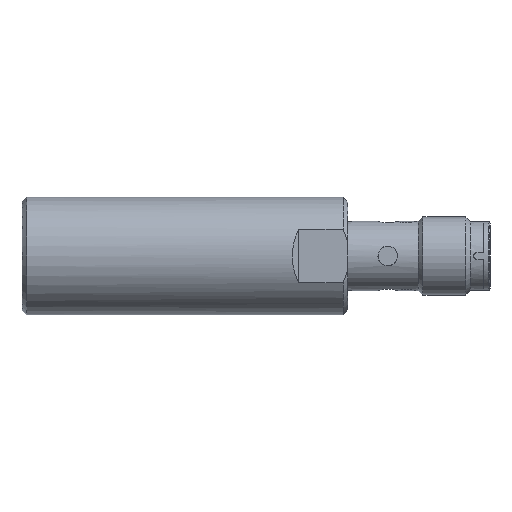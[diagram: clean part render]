
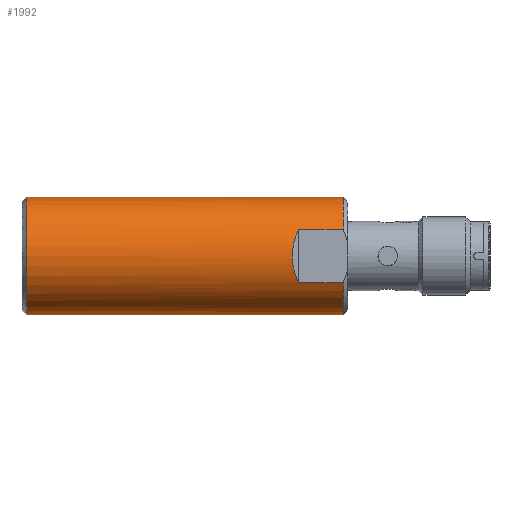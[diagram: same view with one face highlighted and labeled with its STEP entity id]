
A CAD part, front view. The second image highlights one B-rep face of the part: STEP entity #1992.
In plain terms, the highlighted cylindrical face has radius 9 mm (diameter 18 mm), a partial arc.
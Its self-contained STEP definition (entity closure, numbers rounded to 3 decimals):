
#156=CARTESIAN_POINT('',(-49.3,0.,0.));
#157=DIRECTION('',(-1.,0.,0.));
#158=DIRECTION('',(0.,0.,-1.));
#159=AXIS2_PLACEMENT_3D('',#156,#157,#158);
#951=DIRECTION('',(1.,0.,0.));
#952=VECTOR('',#951,6.8);
#953=CARTESIAN_POINT('',(-7.5,-8.,4.123));
#954=LINE('',#953,#952);
#955=CARTESIAN_POINT('',(-7.5,-8.,4.123));
#956=CARTESIAN_POINT('',(-7.854,-8.354,3.436));
#957=CARTESIAN_POINT('',(-8.344,-8.844,2.062));
#958=CARTESIAN_POINT('',(-8.578,-9.078,0.));
#959=CARTESIAN_POINT('',(-8.344,-8.844,
-2.062));
#960=CARTESIAN_POINT('',(-7.854,-8.354,
-3.436));
#961=CARTESIAN_POINT('',(-7.5,-8.,-4.123));
#963=DIRECTION('',(1.,0.,0.));
#964=VECTOR('',#963,6.8);
#965=CARTESIAN_POINT('',(-7.5,-8.,-4.123));
#966=LINE('',#965,#964);
#967=CARTESIAN_POINT('',(-0.7,0.,0.));
#968=DIRECTION('',(1.,0.,0.));
#969=DIRECTION('',(0.,-0.889,-0.458));
#970=AXIS2_PLACEMENT_3D('',#967,#968,#969);
#972=DIRECTION('',(1.,0.,0.));
#973=VECTOR('',#972,48.6);
#974=CARTESIAN_POINT('',(-49.3,0.,-9.));
#975=LINE('',#974,#973);
#976=DIRECTION('',(1.,0.,0.));
#977=VECTOR('',#976,48.6);
#978=CARTESIAN_POINT('',(-49.3,0.,9.));
#979=LINE('',#978,#977);
#998=CARTESIAN_POINT('',(-0.7,0.,0.));
#999=DIRECTION('',(1.,0.,0.));
#1000=DIRECTION('',(0.,0.,1.));
#1001=AXIS2_PLACEMENT_3D('',#998,#999,#1000);
#1109=CARTESIAN_POINT('',(-49.3,0.,9.));
#1111=VERTEX_POINT('',#1109);
#1113=CARTESIAN_POINT('',(-49.3,0.,-9.));
#1115=VERTEX_POINT('',#1113);
#1128=CARTESIAN_POINT('',(-0.7,0.,9.));
#1129=VERTEX_POINT('',#1128);
#1130=CARTESIAN_POINT('',(-0.7,0.,-9.));
#1131=VERTEX_POINT('',#1130);
#1152=CARTESIAN_POINT('',(-7.5,-8.,4.123));
#1153=CARTESIAN_POINT('',(-0.7,-8.,4.123));
#1154=VERTEX_POINT('',#1152);
#1155=VERTEX_POINT('',#1153);
#1156=CARTESIAN_POINT('',(-7.5,-8.,-4.123));
#1157=CARTESIAN_POINT('',(-0.7,-8.,-4.123));
#1158=VERTEX_POINT('',#1156);
#1159=VERTEX_POINT('',#1157);
#1973=CARTESIAN_POINT('',(-35.,0.,0.));
#1974=DIRECTION('',(1.,0.,0.));
#1975=DIRECTION('',(0.,0.,-1.));
#1976=AXIS2_PLACEMENT_3D('',#1973,#1974,#1975);
#1977=CYLINDRICAL_SURFACE('',#1976,9.);
#1979=ORIENTED_EDGE('',*,*,#1978,.F.);
#1981=ORIENTED_EDGE('',*,*,#1980,.T.);
#1983=ORIENTED_EDGE('',*,*,#1982,.T.);
#1984=ORIENTED_EDGE('',*,*,#1965,.T.);
#1985=ORIENTED_EDGE('',*,*,#1400,.F.);
#1986=ORIENTED_EDGE('',*,*,#1366,.T.);
#1987=ORIENTED_EDGE('',*,*,#1397,.T.);
#1989=ORIENTED_EDGE('',*,*,#1988,.T.);
#1990=EDGE_LOOP('',(#1979,#1981,#1983,#1984,#1985,#1986,#1987,#1989));
#1991=FACE_OUTER_BOUND('',#1990,.F.);
#1992=ADVANCED_FACE('',(#1991),#1977,.T.);
#160=CIRCLE('',#159,9.);
#962=B_SPLINE_CURVE_WITH_KNOTS('',3,(#955,#956,#957,#958,#959,#960,#961),
.UNSPECIFIED.,.F.,.F.,(4,1,1,1,4),(0.,0.25,0.5,0.75,1.),
.UNSPECIFIED.);
#971=CIRCLE('',#970,9.);
#1002=CIRCLE('',#1001,9.);
#1366=EDGE_CURVE('',#1115,#1111,#160,.T.);
#1397=EDGE_CURVE('',#1111,#1129,#979,.T.);
#1400=EDGE_CURVE('',#1115,#1131,#975,.T.);
#1965=EDGE_CURVE('',#1159,#1131,#971,.T.);
#1978=EDGE_CURVE('',#1154,#1155,#954,.T.);
#1980=EDGE_CURVE('',#1154,#1158,#962,.T.);
#1982=EDGE_CURVE('',#1158,#1159,#966,.T.);
#1988=EDGE_CURVE('',#1129,#1155,#1002,.T.);
